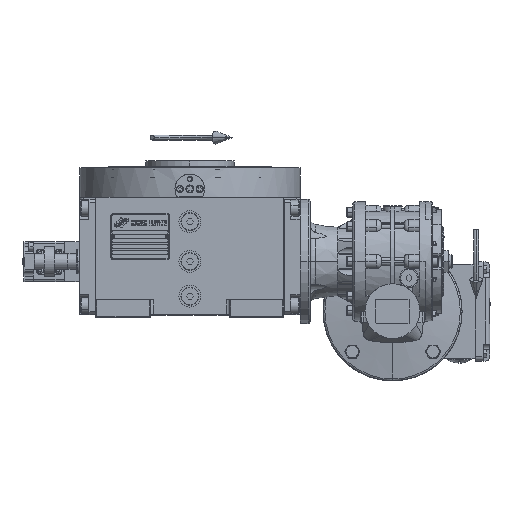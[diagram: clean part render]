
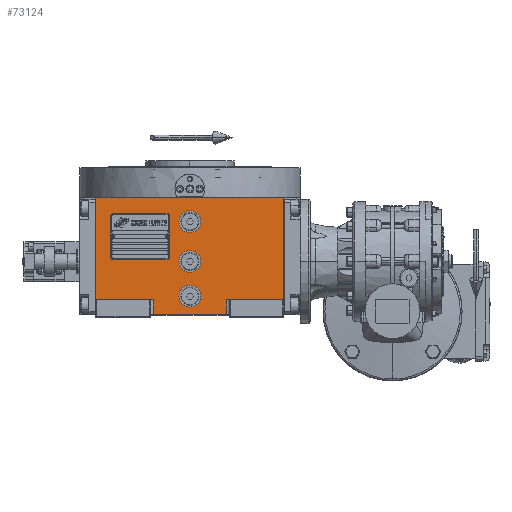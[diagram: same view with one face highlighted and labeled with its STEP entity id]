
A CAD part, top view. The second image highlights one B-rep face of the part: STEP entity #73124.
In plain terms, the highlighted planar face has unit normal (0, 0, 1).
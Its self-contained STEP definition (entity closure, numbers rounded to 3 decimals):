
#700 = LINE ( 'NONE', #23884, #19246 ) ;
#1303 = VECTOR ( 'NONE', #31966, 1000. ) ;
#1924 = VERTEX_POINT ( 'NONE', #149342 ) ;
#3362 = ORIENTED_EDGE ( 'NONE', *, *, #46393, .F. ) ;
#7102 = CARTESIAN_POINT ( 'NONE',  ( 37., -38.5, 163.5 ) ) ;
#9123 = FACE_OUTER_BOUND ( 'NONE', #89311, .T. ) ;
#10060 = ORIENTED_EDGE ( 'NONE', *, *, #10657, .F. ) ;
#10657 = EDGE_CURVE ( 'NONE', #18031, #39058, #11103, .T. ) ;
#11103 = CIRCLE ( 'NONE', #57959, 11. ) ;
#12560 = VECTOR ( 'NONE', #31129, 1000. ) ;
#14802 = VERTEX_POINT ( 'NONE', #118901 ) ;
#15361 = CIRCLE ( 'NONE', #101651, 11. ) ;
#15613 = ORIENTED_EDGE ( 'NONE', *, *, #75981, .T. ) ;
#16188 = DIRECTION ( 'NONE',  ( 1., 0., 0. ) ) ;
#17210 = AXIS2_PLACEMENT_3D ( 'NONE', #148038, #124096, #102488 ) ;
#17657 = EDGE_CURVE ( 'NONE', #109805, #51083, #84274, .T. ) ;
#17901 = VECTOR ( 'NONE', #71029, 1000. ) ;
#18031 = VERTEX_POINT ( 'NONE', #88957 ) ;
#18399 = CARTESIAN_POINT ( 'NONE',  ( 37., -38.5, 163.5 ) ) ;
#19246 = VECTOR ( 'NONE', #70964, 1000. ) ;
#20675 = PLANE ( 'NONE',  #17210 ) ;
#21421 = ORIENTED_EDGE ( 'NONE', *, *, #85238, .F. ) ;
#23884 = CARTESIAN_POINT ( 'NONE',  ( -94.5, -38.5, 163.5 ) ) ;
#23944 = LINE ( 'NONE', #104231, #17901 ) ;
#25532 = CARTESIAN_POINT ( 'NONE',  ( 37., -53.5, 163.5 ) ) ;
#26580 = CARTESIAN_POINT ( 'NONE',  ( -37., -53.5, 163.5 ) ) ;
#27584 = DIRECTION ( 'NONE',  ( 0., 1., 0. ) ) ;
#27590 = DIRECTION ( 'NONE',  ( 1., 0., 0. ) ) ;
#27754 = DIRECTION ( 'NONE',  ( 0., 0., 1. ) ) ;
#27796 = EDGE_CURVE ( 'NONE', #52945, #124013, #138470, .T. ) ;
#28182 = VECTOR ( 'NONE', #42829, 1000. ) ;
#28377 = VERTEX_POINT ( 'NONE', #116621 ) ;
#28524 = CARTESIAN_POINT ( 'NONE',  ( 0., -35., 163.5 ) ) ;
#31129 = DIRECTION ( 'NONE',  ( 1., 0., 0. ) ) ;
#31966 = DIRECTION ( 'NONE',  ( 1., 0., 0. ) ) ;
#32173 = LINE ( 'NONE', #79260, #77480 ) ;
#35412 = DIRECTION ( 'NONE',  ( 0., 0., 1. ) ) ;
#37239 = CIRCLE ( 'NONE', #123500, 11. ) ;
#38175 = EDGE_CURVE ( 'NONE', #39058, #18031, #15361, .T. ) ;
#39058 = VERTEX_POINT ( 'NONE', #49653 ) ;
#40488 = CIRCLE ( 'NONE', #94676, 11. ) ;
#42829 = DIRECTION ( 'NONE',  ( 1., 0., 0. ) ) ;
#44211 = CIRCLE ( 'NONE', #63812, 11. ) ;
#44419 = ORIENTED_EDGE ( 'NONE', *, *, #105806, .T. ) ;
#45383 = FACE_BOUND ( 'NONE', #108164, .T. ) ;
#46079 = ORIENTED_EDGE ( 'NONE', *, *, #82517, .F. ) ;
#46393 = EDGE_CURVE ( 'NONE', #99535, #1924, #700, .T. ) ;
#46688 = DIRECTION ( 'NONE',  ( -1., 0., 0. ) ) ;
#47367 = ORIENTED_EDGE ( 'NONE', *, *, #123272, .F. ) ;
#49653 = CARTESIAN_POINT ( 'NONE',  ( 11., 0., 163.5 ) ) ;
#50170 = CARTESIAN_POINT ( 'NONE',  ( -94.5, -38.5, 163.5 ) ) ;
#51083 = VERTEX_POINT ( 'NONE', #129602 ) ;
#52799 = CARTESIAN_POINT ( 'NONE',  ( 11., -35., 163.5 ) ) ;
#52945 = VERTEX_POINT ( 'NONE', #26580 ) ;
#57239 = AXIS2_PLACEMENT_3D ( 'NONE', #90810, #101575, #113886 ) ;
#57959 = AXIS2_PLACEMENT_3D ( 'NONE', #105298, #152391, #46688 ) ;
#59694 = EDGE_CURVE ( 'NONE', #139514, #14802, #40488, .T. ) ;
#63434 = ORIENTED_EDGE ( 'NONE', *, *, #59694, .F. ) ;
#63493 = DIRECTION ( 'NONE',  ( 1., 0., 0. ) ) ;
#63812 = AXIS2_PLACEMENT_3D ( 'NONE', #102668, #149767, #91128 ) ;
#64371 = LINE ( 'NONE', #102126, #12560 ) ;
#65089 = CARTESIAN_POINT ( 'NONE',  ( -37., -38.5, 163.5 ) ) ;
#70964 = DIRECTION ( 'NONE',  ( 0., 1., 0. ) ) ;
#71029 = DIRECTION ( 'NONE',  ( 0., 1., 0. ) ) ;
#73124 = ADVANCED_FACE ( 'NONE', ( #45383, #115577, #78586, #9123 ), #20675, .T. ) ;
#73945 = EDGE_CURVE ( 'NONE', #99535, #89178, #64371, .T. ) ;
#75981 = EDGE_CURVE ( 'NONE', #138809, #95513, #99696, .T. ) ;
#77480 = VECTOR ( 'NONE', #126319, 1000. ) ;
#78586 = FACE_BOUND ( 'NONE', #140251, .T. ) ;
#79260 = CARTESIAN_POINT ( 'NONE',  ( 37., -38.5, 163.5 ) ) ;
#80052 = ORIENTED_EDGE ( 'NONE', *, *, #27796, .T. ) ;
#82078 = ORIENTED_EDGE ( 'NONE', *, *, #73945, .T. ) ;
#82517 = EDGE_CURVE ( 'NONE', #138809, #124013, #32173, .T. ) ;
#84274 = CIRCLE ( 'NONE', #57239, 11. ) ;
#85238 = EDGE_CURVE ( 'NONE', #1924, #28377, #90667, .T. ) ;
#88957 = CARTESIAN_POINT ( 'NONE',  ( -11., 0., 163.5 ) ) ;
#89178 = VERTEX_POINT ( 'NONE', #65089 ) ;
#89311 = EDGE_LOOP ( 'NONE', ( #80052, #46079, #15613, #44419, #21421, #3362, #82078, #146566 ) ) ;
#89657 = EDGE_CURVE ( 'NONE', #14802, #139514, #44211, .T. ) ;
#90667 = LINE ( 'NONE', #137694, #1303 ) ;
#90810 = CARTESIAN_POINT ( 'NONE',  ( 0., 40., 163.5 ) ) ;
#91128 = DIRECTION ( 'NONE',  ( -1., 0., 0. ) ) ;
#94676 = AXIS2_PLACEMENT_3D ( 'NONE', #28524, #27754, #16188 ) ;
#95513 = VERTEX_POINT ( 'NONE', #96532 ) ;
#95814 = ORIENTED_EDGE ( 'NONE', *, *, #17657, .F. ) ;
#96532 = CARTESIAN_POINT ( 'NONE',  ( 94.5, -38.5, 163.5 ) ) ;
#97531 = VECTOR ( 'NONE', #27584, 1000. ) ;
#99535 = VERTEX_POINT ( 'NONE', #50170 ) ;
#99696 = LINE ( 'NONE', #7102, #143091 ) ;
#101575 = DIRECTION ( 'NONE',  ( 0., 0., 1. ) ) ;
#101651 = AXIS2_PLACEMENT_3D ( 'NONE', #134872, #120951, #27590 ) ;
#102126 = CARTESIAN_POINT ( 'NONE',  ( -94.5, -38.5, 163.5 ) ) ;
#102488 = DIRECTION ( 'NONE',  ( 1., 0., 0. ) ) ;
#102668 = CARTESIAN_POINT ( 'NONE',  ( 0., -35., 163.5 ) ) ;
#103001 = CARTESIAN_POINT ( 'NONE',  ( -37., -53.5, 163.5 ) ) ;
#104231 = CARTESIAN_POINT ( 'NONE',  ( 94.5, -38.5, 163.5 ) ) ;
#105298 = CARTESIAN_POINT ( 'NONE',  ( 0., 0., 163.5 ) ) ;
#105639 = DIRECTION ( 'NONE',  ( -1., 0., 0. ) ) ;
#105806 = EDGE_CURVE ( 'NONE', #95513, #28377, #23944, .T. ) ;
#108164 = EDGE_LOOP ( 'NONE', ( #150102, #10060 ) ) ;
#109805 = VERTEX_POINT ( 'NONE', #114525 ) ;
#110815 = EDGE_LOOP ( 'NONE', ( #63434, #145900 ) ) ;
#111683 = LINE ( 'NONE', #147231, #97531 ) ;
#113886 = DIRECTION ( 'NONE',  ( 1., 0., 0. ) ) ;
#114525 = CARTESIAN_POINT ( 'NONE',  ( 11., 40., 163.5 ) ) ;
#114623 = EDGE_CURVE ( 'NONE', #52945, #89178, #111683, .T. ) ;
#115577 = FACE_BOUND ( 'NONE', #110815, .T. ) ;
#115708 = CARTESIAN_POINT ( 'NONE',  ( 0., 40., 163.5 ) ) ;
#116621 = CARTESIAN_POINT ( 'NONE',  ( 94.5, 64.5, 163.5 ) ) ;
#118901 = CARTESIAN_POINT ( 'NONE',  ( -11., -35., 163.5 ) ) ;
#120951 = DIRECTION ( 'NONE',  ( 0., 0., 1. ) ) ;
#123272 = EDGE_CURVE ( 'NONE', #51083, #109805, #37239, .T. ) ;
#123500 = AXIS2_PLACEMENT_3D ( 'NONE', #115708, #35412, #105639 ) ;
#124013 = VERTEX_POINT ( 'NONE', #25532 ) ;
#124096 = DIRECTION ( 'NONE',  ( 0., 0., 1. ) ) ;
#126319 = DIRECTION ( 'NONE',  ( 0., -1., 0. ) ) ;
#129602 = CARTESIAN_POINT ( 'NONE',  ( -11., 40., 163.5 ) ) ;
#134872 = CARTESIAN_POINT ( 'NONE',  ( 0., 0., 163.5 ) ) ;
#137694 = CARTESIAN_POINT ( 'NONE',  ( -94.5, 64.5, 163.5 ) ) ;
#138470 = LINE ( 'NONE', #103001, #28182 ) ;
#138809 = VERTEX_POINT ( 'NONE', #18399 ) ;
#139514 = VERTEX_POINT ( 'NONE', #52799 ) ;
#140251 = EDGE_LOOP ( 'NONE', ( #95814, #47367 ) ) ;
#143091 = VECTOR ( 'NONE', #63493, 1000. ) ;
#145900 = ORIENTED_EDGE ( 'NONE', *, *, #89657, .F. ) ;
#146566 = ORIENTED_EDGE ( 'NONE', *, *, #114623, .F. ) ;
#147231 = CARTESIAN_POINT ( 'NONE',  ( -37., -53.5, 163.5 ) ) ;
#148038 = CARTESIAN_POINT ( 'NONE',  ( -94.5, -53.5, 163.5 ) ) ;
#149342 = CARTESIAN_POINT ( 'NONE',  ( -94.5, 64.5, 163.5 ) ) ;
#149767 = DIRECTION ( 'NONE',  ( 0., 0., 1. ) ) ;
#150102 = ORIENTED_EDGE ( 'NONE', *, *, #38175, .F. ) ;
#152391 = DIRECTION ( 'NONE',  ( 0., 0., 1. ) ) ;
